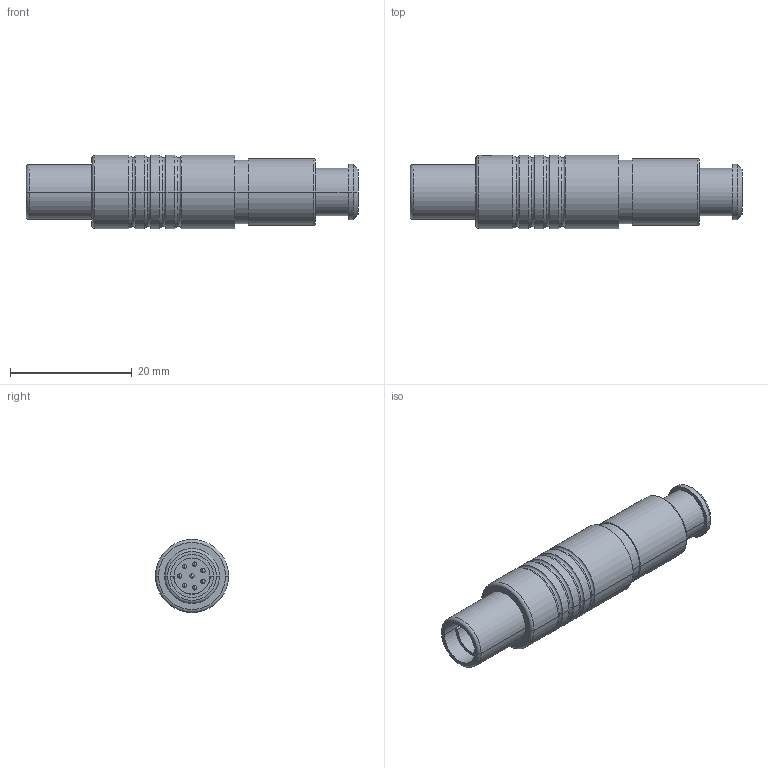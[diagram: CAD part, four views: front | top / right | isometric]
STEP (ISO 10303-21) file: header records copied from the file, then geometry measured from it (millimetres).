
FILE_DESCRIPTION((''),'2;1');
FILE_NAME('S21F1C-P08M','2021-02-03T15:10:54',('RTrager'),(''),'CREO PARAMETRIC BY PTC INC, 2018300','CREO PARAMETRIC BY PTC INC, 2018300','');
FILE_SCHEMA(('AP242_MANAGED_MODEL_BASED_3D_ENGINEERING_MIM_LF { 1 0 10303 442 1 1 4 }'));
Length unit declared in the file: millimetre
Products named in the file (1): S21F1C-P08M
Bounding box: 54.5 x 12 x 12 mm (x, y, z)
Volume: 3684.1 mm3; surface area: 3206.7 mm2
Topology: 1 solids, 1 shells, 175 faces, 410 edges, 246 vertices
Faces by surface type: cylinder 96, plane 32, torus 21, sphere 16, cone 10
Entity records: 7888 total; most frequent: CARTESIAN_POINT 1187, DIRECTION 932, ORIENTED_EDGE 788, PRESENTATION_STYLE_ASSIGNMENT 511, AXIS2_PLACEMENT_3D 399, STYLED_ITEM 398, CURVE_STYLE 394, EDGE_CURVE 394
